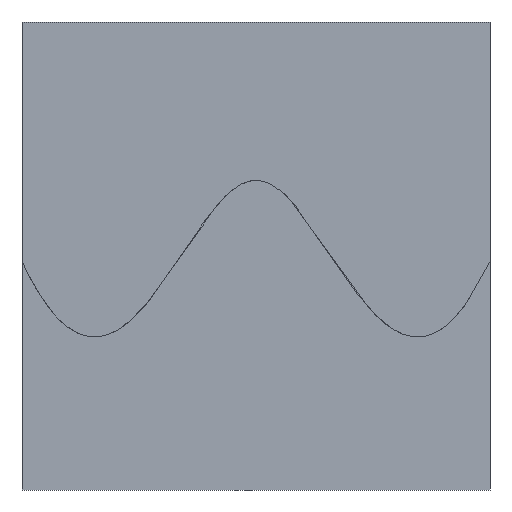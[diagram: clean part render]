
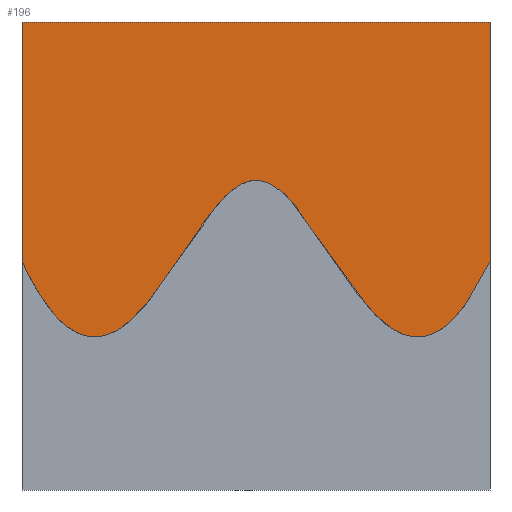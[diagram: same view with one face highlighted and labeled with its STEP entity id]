
A CAD part, front view. The second image highlights one B-rep face of the part: STEP entity #196.
In plain terms, the highlighted planar face has unit normal (0, -1, 0).
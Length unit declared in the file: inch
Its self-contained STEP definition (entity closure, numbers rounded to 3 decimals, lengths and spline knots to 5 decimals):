
#26=PLANE('',#221);
#38=FACE_OUTER_BOUND('',#50,.T.);
#50=EDGE_LOOP('',(#179,#180,#181,#182));
#63=LINE('',#749,#83);
#67=LINE('',#756,#87);
#70=LINE('',#761,#90);
#83=VECTOR('',#248,0.3937);
#87=VECTOR('',#254,0.3937);
#90=VECTOR('',#261,0.3937);
#93=B_SPLINE_CURVE_WITH_KNOTS('',3,(#608,#609,#610,#611,#612,#613,#614,
#615,#616,#617,#618,#619,#620,#621,#622,#623,#624,#625,#626,#627,#628,#629,
#630,#631,#632,#633,#634,#635,#636,#637,#638,#639,#640,#641,#642,#643,#644,
#645,#646,#647,#648,#649,#650,#651,#652,#653,#654,#655,#656,#657,#658,#659,
#660,#661,#662,#663,#664,#665,#666,#667,#668,#669,#670,#671,#672,#673,#674),
 .UNSPECIFIED.,.F.,.F.,(4,3,3,3,3,3,3,3,3,3,3,3,3,3,3,3,3,3,3,3,3,3,4),
(0.,3.26066,6.72949,7.13095,9.661,
10.75937,14.18227,18.06626,22.08629,26.23806,
28.81551,29.29592,31.63383,34.71823,35.77763,
40.92925,44.8382,48.53754,51.08602,51.98738,
55.15129,55.46808,59.67034),.UNSPECIFIED.);
#103=VERTEX_POINT('',#606);
#104=VERTEX_POINT('',#607);
#107=VERTEX_POINT('',#747);
#108=VERTEX_POINT('',#748);
#123=EDGE_CURVE('',#103,#104,#93,.T.);
#127=EDGE_CURVE('',#107,#108,#63,.T.);
#131=EDGE_CURVE('',#104,#107,#67,.T.);
#134=EDGE_CURVE('',#108,#103,#70,.T.);
#179=ORIENTED_EDGE('',*,*,#134,.F.);
#180=ORIENTED_EDGE('',*,*,#127,.F.);
#181=ORIENTED_EDGE('',*,*,#131,.F.);
#182=ORIENTED_EDGE('',*,*,#123,.F.);
#196=ADVANCED_FACE('',(#38),#26,.F.);
#221=AXIS2_PLACEMENT_3D('',#762,#262,#263);
#248=DIRECTION('',(1.,0.,0.));
#254=DIRECTION('',(0.,0.,1.));
#261=DIRECTION('',(0.,0.,-1.));
#262=DIRECTION('center_axis',(0.,1.,0.));
#263=DIRECTION('ref_axis',(1.,0.,0.));
#606=CARTESIAN_POINT('',(12.,0.,-6.14837));
#607=CARTESIAN_POINT('',(0.,0.,-6.14838));
#608=CARTESIAN_POINT('Ctrl Pts',(12.,0.,-6.14837));
#609=CARTESIAN_POINT('Ctrl Pts',(11.78224,0.,
-6.6099));
#610=CARTESIAN_POINT('Ctrl Pts',(11.56404,0.,
-6.98821));
#611=CARTESIAN_POINT('Ctrl Pts',(11.34406,0.,
-7.28384));
#612=CARTESIAN_POINT('Ctrl Pts',(11.10996,0.,
-7.59843));
#613=CARTESIAN_POINT('Ctrl Pts',(10.87429,0.,
-7.81901));
#614=CARTESIAN_POINT('Ctrl Pts',(10.63206,0.,
-7.94647));
#615=CARTESIAN_POINT('Ctrl Pts',(10.60403,0.,
-7.96122));
#616=CARTESIAN_POINT('Ctrl Pts',(10.57591,0.,
-7.9747));
#617=CARTESIAN_POINT('Ctrl Pts',(10.54771,0.,
-7.98689));
#618=CARTESIAN_POINT('Ctrl Pts',(10.37068,0.,
-8.0634));
#619=CARTESIAN_POINT('Ctrl Pts',(10.18939,0.,
-8.08938));
#620=CARTESIAN_POINT('Ctrl Pts',(10.01025,0.,
-8.06489));
#621=CARTESIAN_POINT('Ctrl Pts',(9.93248,0.,
-8.05426));
#622=CARTESIAN_POINT('Ctrl Pts',(9.85523,0.,
-8.03441));
#623=CARTESIAN_POINT('Ctrl Pts',(9.77857,0.,
-8.00629));
#624=CARTESIAN_POINT('Ctrl Pts',(9.53866,0.,
-7.91827));
#625=CARTESIAN_POINT('Ctrl Pts',(9.30564,0.,
-7.74854));
#626=CARTESIAN_POINT('Ctrl Pts',(9.07417,0.,
-7.51852));
#627=CARTESIAN_POINT('Ctrl Pts',(8.81151,0.,
-7.2575));
#628=CARTESIAN_POINT('Ctrl Pts',(8.55219,0.,
-6.91894));
#629=CARTESIAN_POINT('Ctrl Pts',(8.29316,0.,
-6.54617));
#630=CARTESIAN_POINT('Ctrl Pts',(8.02507,0.,
-6.16035));
#631=CARTESIAN_POINT('Ctrl Pts',(7.75821,0.,
-5.73879));
#632=CARTESIAN_POINT('Ctrl Pts',(7.49222,0.,
-5.35349));
#633=CARTESIAN_POINT('Ctrl Pts',(7.21763,0.,
-4.95574));
#634=CARTESIAN_POINT('Ctrl Pts',(6.94352,0.,
-4.6002));
#635=CARTESIAN_POINT('Ctrl Pts',(6.6757,0.,
-4.3686));
#636=CARTESIAN_POINT('Ctrl Pts',(6.50956,0.,
-4.22493));
#637=CARTESIAN_POINT('Ctrl Pts',(6.3455,0.,
-4.12891));
#638=CARTESIAN_POINT('Ctrl Pts',(6.18704,0.,
-4.08718));
#639=CARTESIAN_POINT('Ctrl Pts',(6.1575,0.,
-4.07941));
#640=CARTESIAN_POINT('Ctrl Pts',(6.12811,0.,
-4.07347));
#641=CARTESIAN_POINT('Ctrl Pts',(6.0988,0.,
-4.06939));
#642=CARTESIAN_POINT('Ctrl Pts',(5.95651,0.,
-4.04957));
#643=CARTESIAN_POINT('Ctrl Pts',(5.81331,0.,
-4.07292));
#644=CARTESIAN_POINT('Ctrl Pts',(5.66765,0.,
-4.13943));
#645=CARTESIAN_POINT('Ctrl Pts',(5.47491,0.,
-4.22742));
#646=CARTESIAN_POINT('Ctrl Pts',(5.27496,0.,
-4.39424));
#647=CARTESIAN_POINT('Ctrl Pts',(5.0735,0.,
-4.617));
#648=CARTESIAN_POINT('Ctrl Pts',(5.00431,0.,
-4.69351));
#649=CARTESIAN_POINT('Ctrl Pts',(4.93489,0.,
-4.77646));
#650=CARTESIAN_POINT('Ctrl Pts',(4.86526,0.,
-4.86465));
#651=CARTESIAN_POINT('Ctrl Pts',(4.52648,0.,
-5.29372));
#652=CARTESIAN_POINT('Ctrl Pts',(4.18483,0.,
-5.84241));
#653=CARTESIAN_POINT('Ctrl Pts',(3.8417,0.,-6.34935));
#654=CARTESIAN_POINT('Ctrl Pts',(3.58135,0.,
-6.73399));
#655=CARTESIAN_POINT('Ctrl Pts',(3.3207,0.,
-7.09389));
#656=CARTESIAN_POINT('Ctrl Pts',(3.05732,0.,
-7.38135));
#657=CARTESIAN_POINT('Ctrl Pts',(2.80804,0.,
-7.65342));
#658=CARTESIAN_POINT('Ctrl Pts',(2.55769,0.,
-7.86034));
#659=CARTESIAN_POINT('Ctrl Pts',(2.2996,0.,
-7.97463));
#660=CARTESIAN_POINT('Ctrl Pts',(2.12248,0.,
-8.05307));
#661=CARTESIAN_POINT('Ctrl Pts',(1.94145,0.,
-8.08739));
#662=CARTESIAN_POINT('Ctrl Pts',(1.76029,0.,
-8.06884));
#663=CARTESIAN_POINT('Ctrl Pts',(1.69621,0.,
-8.06227));
#664=CARTESIAN_POINT('Ctrl Pts',(1.6323,0.,
-8.04922));
#665=CARTESIAN_POINT('Ctrl Pts',(1.5688,0.,
-8.02983));
#666=CARTESIAN_POINT('Ctrl Pts',(1.34525,0.,
-7.96157));
#667=CARTESIAN_POINT('Ctrl Pts',(1.12684,0.,
-7.81393));
#668=CARTESIAN_POINT('Ctrl Pts',(0.91162,0.,
-7.58913));
#669=CARTESIAN_POINT('Ctrl Pts',(0.89007,0.,
-7.56662));
#670=CARTESIAN_POINT('Ctrl Pts',(0.86854,0.,
-7.54333));
#671=CARTESIAN_POINT('Ctrl Pts',(0.84704,0.,
-7.51924));
#672=CARTESIAN_POINT('Ctrl Pts',(0.56175,0.,
-7.1997));
#673=CARTESIAN_POINT('Ctrl Pts',(0.28062,0.,
-6.7432));
#674=CARTESIAN_POINT('Ctrl Pts',(0.,0.,
-6.14838));
#747=CARTESIAN_POINT('',(0.,0.,0.));
#748=CARTESIAN_POINT('',(12.,0.,0.));
#749=CARTESIAN_POINT('',(0.,0.,0.));
#756=CARTESIAN_POINT('',(0.,0.,-12.));
#761=CARTESIAN_POINT('',(12.,0.,0.));
#762=CARTESIAN_POINT('Origin',(6.,0.,-6.));
